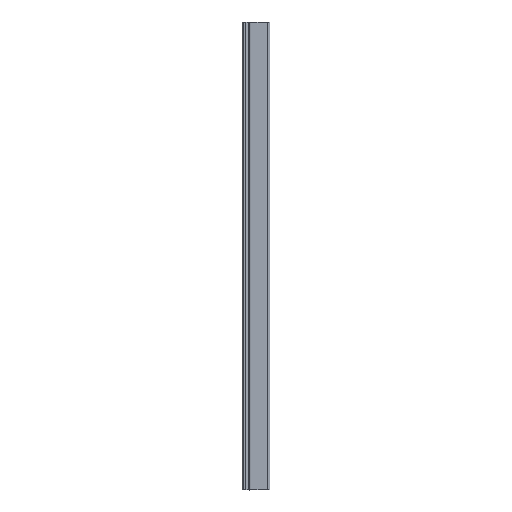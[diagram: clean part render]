
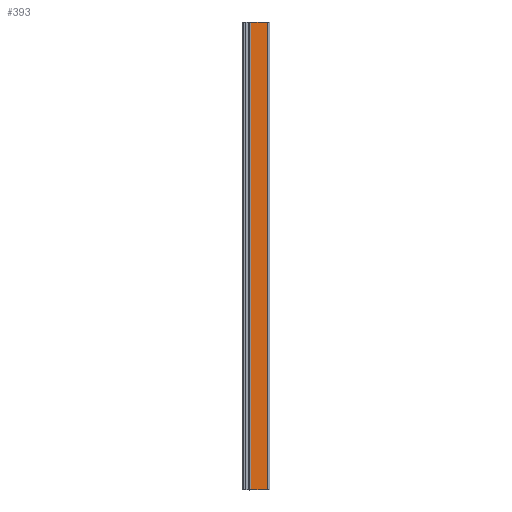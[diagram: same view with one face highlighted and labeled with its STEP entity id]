
A CAD part, front view. The second image highlights one B-rep face of the part: STEP entity #393.
In plain terms, the highlighted planar face has unit normal (0, -1, 0).
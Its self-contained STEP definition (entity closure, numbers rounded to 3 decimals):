
#57 = VERTEX_POINT ( 'NONE', #294 ) ;
#65 = DIRECTION ( 'NONE',  ( -1., 0., 0. ) ) ;
#77 = CARTESIAN_POINT ( 'NONE',  ( -12.414, -3., 500. ) ) ;
#83 = DIRECTION ( 'NONE',  ( 0., 0., 1. ) ) ;
#86 = CARTESIAN_POINT ( 'NONE',  ( -12.414, -3., 0. ) ) ;
#89 = ORIENTED_EDGE ( 'NONE', *, *, #918, .F. ) ;
#98 = VECTOR ( 'NONE', #83, 1000. ) ;
#173 = VERTEX_POINT ( 'NONE', #328 ) ;
#218 = EDGE_CURVE ( 'NONE', #1477, #57, #905, .T. ) ;
#294 = CARTESIAN_POINT ( 'NONE',  ( 10., -3., 0. ) ) ;
#307 = CARTESIAN_POINT ( 'NONE',  ( 10., -3., 500. ) ) ;
#328 = CARTESIAN_POINT ( 'NONE',  ( -12.414, -3., 500. ) ) ;
#329 = VECTOR ( 'NONE', #845, 1000. ) ;
#375 = EDGE_CURVE ( 'NONE', #173, #1477, #1175, .T. ) ;
#393 = ADVANCED_FACE ( 'NONE', ( #619 ), #872, .F. ) ;
#413 = VECTOR ( 'NONE', #65, 1000. ) ;
#458 = CARTESIAN_POINT ( 'NONE',  ( 10., -3., 500. ) ) ;
#529 = ORIENTED_EDGE ( 'NONE', *, *, #375, .F. ) ;
#619 = FACE_OUTER_BOUND ( 'NONE', #645, .T. ) ;
#645 = EDGE_LOOP ( 'NONE', ( #1250, #529, #1395, #89 ) ) ;
#669 = AXIS2_PLACEMENT_3D ( 'NONE', #77, #1462, #759 ) ;
#759 = DIRECTION ( 'NONE',  ( -1., 0., 0. ) ) ;
#845 = DIRECTION ( 'NONE',  ( 1., 0., 0. ) ) ;
#872 = PLANE ( 'NONE',  #669 ) ;
#905 = LINE ( 'NONE', #458, #1370 ) ;
#918 = EDGE_CURVE ( 'NONE', #57, #1472, #1481, .T. ) ;
#937 = LINE ( 'NONE', #1231, #98 ) ;
#1044 = DIRECTION ( 'NONE',  ( 0., 0., -1. ) ) ;
#1077 = CARTESIAN_POINT ( 'NONE',  ( -12.414, -3., 500. ) ) ;
#1107 = CARTESIAN_POINT ( 'NONE',  ( -12.414, -3., 0. ) ) ;
#1175 = LINE ( 'NONE', #1077, #329 ) ;
#1231 = CARTESIAN_POINT ( 'NONE',  ( -12.414, -3., 500. ) ) ;
#1250 = ORIENTED_EDGE ( 'NONE', *, *, #218, .F. ) ;
#1370 = VECTOR ( 'NONE', #1044, 1000. ) ;
#1395 = ORIENTED_EDGE ( 'NONE', *, *, #1435, .F. ) ;
#1435 = EDGE_CURVE ( 'NONE', #1472, #173, #937, .T. ) ;
#1462 = DIRECTION ( 'NONE',  ( 0., 1., 0. ) ) ;
#1472 = VERTEX_POINT ( 'NONE', #1107 ) ;
#1477 = VERTEX_POINT ( 'NONE', #307 ) ;
#1481 = LINE ( 'NONE', #86, #413 ) ;
